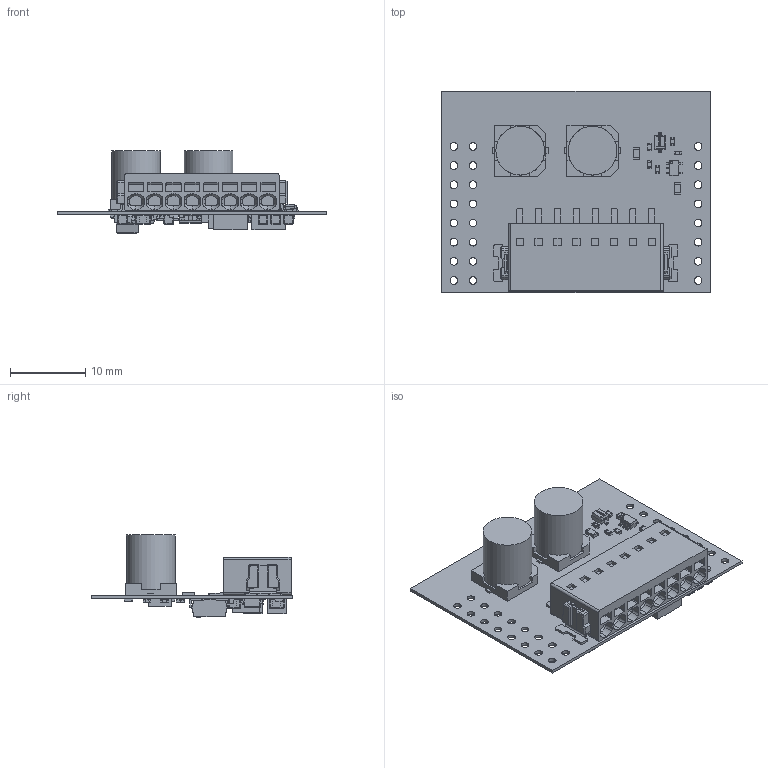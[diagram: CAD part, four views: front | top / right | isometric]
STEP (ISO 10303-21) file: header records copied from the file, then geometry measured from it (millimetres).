
FILE_DESCRIPTION(('Open CASCADE Model'),'2;1');
FILE_NAME('Open CASCADE Shape Model','2023-04-20T18:30:03',('Author'),( 'Open CASCADE'),'Open CASCADE STEP processor 6.8','Open CASCADE 6.8' ,'Unknown');
FILE_SCHEMA(('AUTOMOTIVE_DESIGN { 1 0 10303 214 1 1 1 1 }'));
Length unit declared in the file: millimetre
Products named in the file (98): PCB; Board; Open CASCADE STEP translator 6.8 3.1.1; R13; RES-0402; R12; Q1; 7093436032; Extruded; R15; C20; CAP-0402; C13; C21; D11; D13; C15; IC6; 7093438112; C17; CAP_MZR_F80_NIP; R14; C18; C12; C19; D10; D12; C14; IC5; C16; R11; R0603; Z2; SOD-323; R5; D6; C9; IC3; sc705_model; sc705_pin ...
Assembly tree (153 placements, depth 4):
  PCB
    Board
      Open CASCADE STEP translator 6.8 3.1.1
    R13
      RES-0402
    R12
      RES-0402
    Q1
      7093436032
        Extruded
    R15
      RES-0402
    C20
      CAP-0402
    C13
      CAP-0402
    C21
      CAP-0402
    D11
      RES-0402
    D13
      RES-0402
    C15
      CAP-0402
    IC6
      7093438112
        Extruded
    C17
      CAP_MZR_F80_NIP
    R14
      RES-0402
    C18
      CAP-0402
    C12
      CAP-0402
    C19
      CAP-0402
    D10
      RES-0402
    D12
      RES-0402
    C14
      CAP-0402
    IC5
      7093438112
        Extruded
    C16
      CAP_MZR_F80_NIP
    R11
      R0603
      R0603
      R0603
      R0603
    Z2
      SOD-323
    R5
      R0603
      R0603
      R0603
      R0603
Bounding box: 35.6 x 26.67 x 10.88 mm (x, y, z)
Volume: 1878.9 mm3; surface area: 4548.2 mm2
Topology: 111 solids, 113 shells, 3933 faces, 9701 edges, 5904 vertices
Faces by surface type: plane 2262, cylinder 1034, bspline 400, sphere 152, cone 68, extrusion 17
Full cylindrical faces by diameter (mm): 0.142 x2, 1.016 x24, 6.462 x2
Entity records: 68802 total; most frequent: CARTESIAN_POINT 19331, ORIENTED_EDGE 8620, DIRECTION 7608, EDGE_CURVE 4311, VECTOR 2892, LINE 2875, VERTEX_POINT 2716, AXIS2_PLACEMENT_3D 2358
